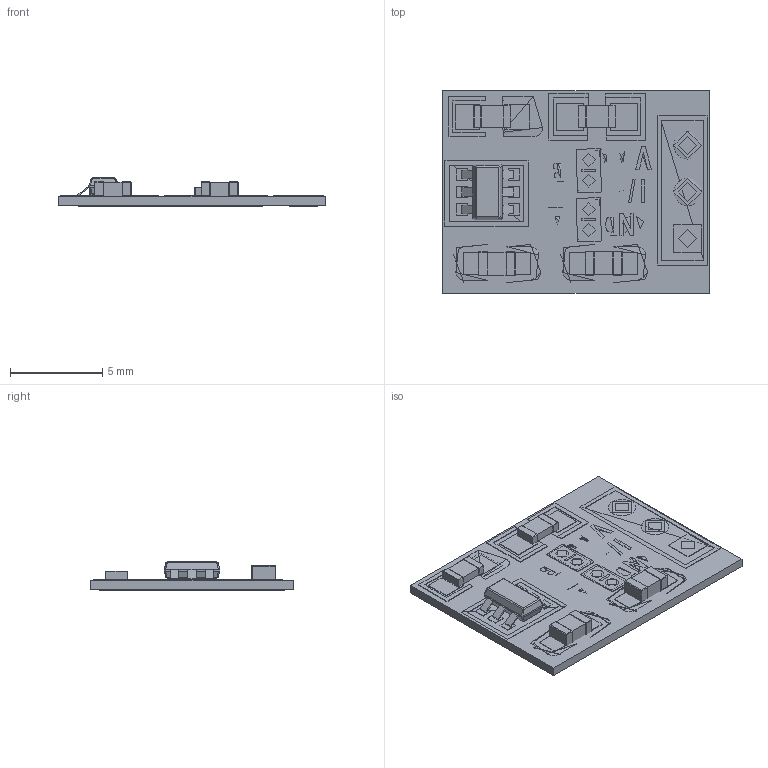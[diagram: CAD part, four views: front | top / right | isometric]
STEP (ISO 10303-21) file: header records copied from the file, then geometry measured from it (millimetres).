
FILE_DESCRIPTION(('STEP AP203'), '1');
FILE_NAME('Ñáîðêà-TTP223', '', ('UNSPECIFIED'), ('UNSPECIFIED'), 'C3D Converter', 'C3D Toolkit', '');
FILE_SCHEMA(('CONFIG_CONTROL_DESIGN'));
Length unit declared in the file: millimetre
Products named in the file (7): RES_0805; CAP_0805; ASSEMBLY; sot23-6; sot23-6_001
Assembly tree (8 placements, depth 3):
  (unnamed)
    (unnamed)
    RES_0805  x2
    CAP_0805  x2
    ASSEMBLY
      sot23-6
      sot23-6_001
Bounding box: 14.5 x 11 x 1.53 mm (x, y, z)
Topology: 12 solids, 12 shells, 535 faces, 1234 edges, 762 vertices
Faces by surface type: plane 361, extrusion 105, bspline 36, cylinder 33
Full cylindrical faces by diameter (mm): 0.7 x4, 1 x3, 1.5 x4, 9.5 x1, 10 x1
Entity records: 20749 total; most frequent: CARTESIAN_POINT 7700, ORIENTED_EDGE 1964, DIRECTION 1407, EDGE_CURVE 982, VECTOR 713, VERTEX_POINT 642, LINE 608, EDGE_LOOP 536
